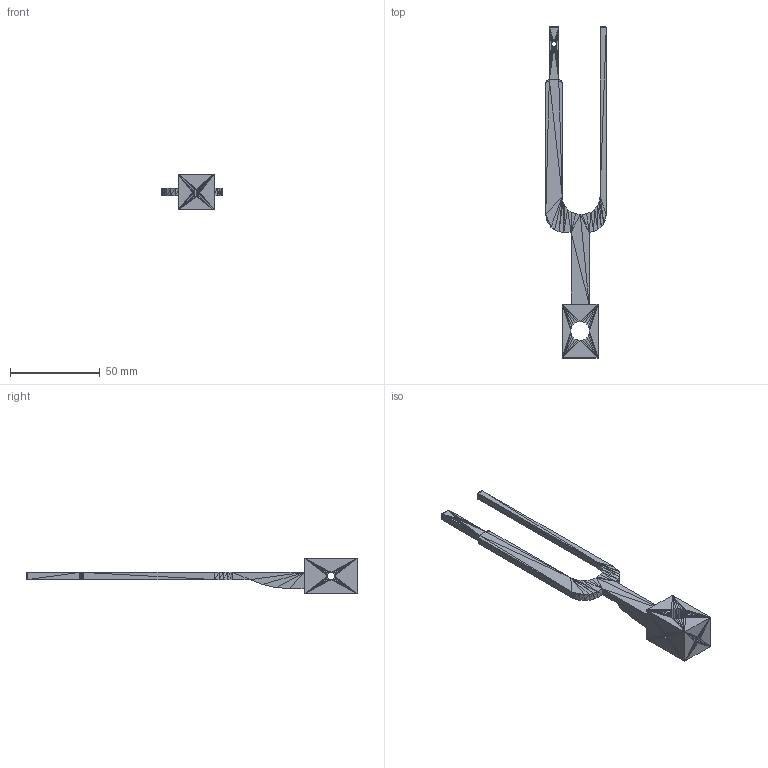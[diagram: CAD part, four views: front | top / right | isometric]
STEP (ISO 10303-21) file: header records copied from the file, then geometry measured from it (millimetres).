
FILE_DESCRIPTION(('FreeCAD Model'),'2;1');
FILE_NAME('SFP-Syringe-Holder-v2.step','2018-02-26T10:00:01',('Author'),(''), 'Open CASCADE STEP processor 6.8','FreeCAD','Unknown');
FILE_SCHEMA(('AUTOMOTIVE_DESIGN_CC2 { 1 2 10303 214 -1 1 5 4 }'));
Length unit declared in the file: millimetre
Products named in the file (1): SFP_Syringe_Holder_v2001
Bounding box: 33.75 x 185 x 20 mm (x, y, z)
Surface area: 10158.8 mm2 (no closed solid volume)
Topology: 0 solids, 1 shells, 916 faces, 1374 edges, 450 vertices
Faces by surface type: plane 916
Entity records: 34363 total; most frequent: CARTESIAN_POINT 6863, DIRECTION 4582, ORIENTED_EDGE 2748, LINE 2748, VECTOR 2748, PCURVE 2748, DEFINITIONAL_REPRESENTATION 2748, EDGE_CURVE 1374
